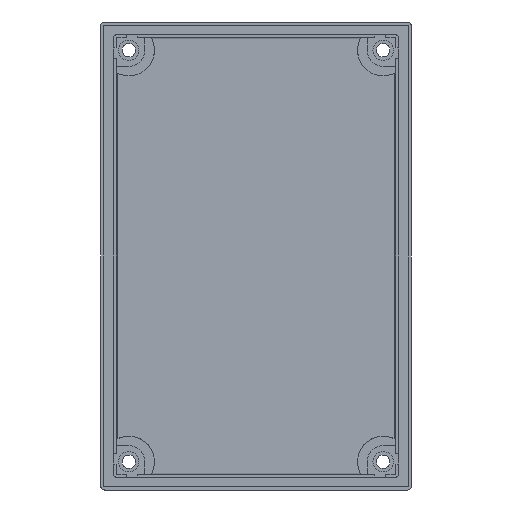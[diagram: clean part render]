
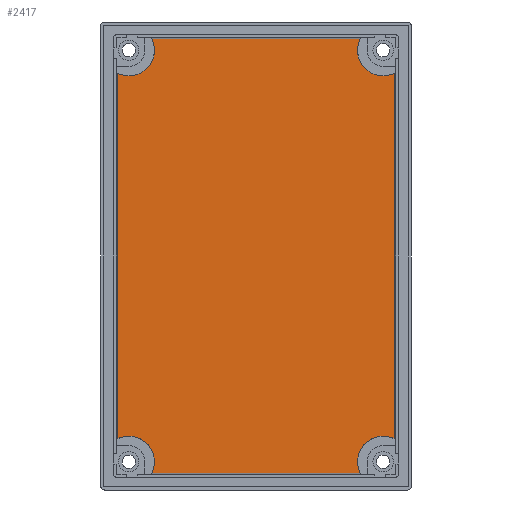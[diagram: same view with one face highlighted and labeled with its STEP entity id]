
A CAD part, front view. The second image highlights one B-rep face of the part: STEP entity #2417.
In plain terms, the highlighted planar face has unit normal (0, -1, 0).
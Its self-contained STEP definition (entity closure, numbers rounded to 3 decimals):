
#93 = FACE_OUTER_BOUND ( 'NONE', #5027, .T. ) ;
#116 = DIRECTION ( 'NONE',  ( 0., 0., 1. ) ) ;
#147 = ORIENTED_EDGE ( 'NONE', *, *, #3697, .T. ) ;
#193 = DIRECTION ( 'NONE',  ( 0., 0., -1. ) ) ;
#194 = VERTEX_POINT ( 'NONE', #599 ) ;
#248 = EDGE_CURVE ( 'NONE', #350, #3952, #383, .T. ) ;
#276 = DIRECTION ( 'NONE',  ( 0., -1., 0. ) ) ;
#329 = ORIENTED_EDGE ( 'NONE', *, *, #542, .T. ) ;
#350 = VERTEX_POINT ( 'NONE', #4741 ) ;
#381 = ORIENTED_EDGE ( 'NONE', *, *, #2614, .T. ) ;
#383 = CIRCLE ( 'NONE', #5071, 16.3 ) ;
#462 = CARTESIAN_POINT ( 'NONE',  ( -81., 36., 131. ) ) ;
#470 = DIRECTION ( 'NONE',  ( 0., 1., 0. ) ) ;
#477 = VECTOR ( 'NONE', #2631, 1000. ) ;
#488 = CARTESIAN_POINT ( 'NONE',  ( -88.393, 36., -116.473 ) ) ;
#542 = EDGE_CURVE ( 'NONE', #972, #3326, #5066, .T. ) ;
#599 = CARTESIAN_POINT ( 'NONE',  ( -88.393, 36., 116.473 ) ) ;
#605 = CARTESIAN_POINT ( 'NONE',  ( -88.393, 36., 138.87 ) ) ;
#642 = AXIS2_PLACEMENT_3D ( 'NONE', #4422, #2036, #2991 ) ;
#710 = CARTESIAN_POINT ( 'NONE',  ( 88.393, 36., -116.473 ) ) ;
#897 = AXIS2_PLACEMENT_3D ( 'NONE', #3314, #470, #116 ) ;
#966 = CARTESIAN_POINT ( 'NONE',  ( 88.87, 36., 138.393 ) ) ;
#972 = VERTEX_POINT ( 'NONE', #1593 ) ;
#1039 = LINE ( 'NONE', #2142, #3956 ) ;
#1041 = DIRECTION ( 'NONE',  ( 0., 0., 1. ) ) ;
#1090 = DIRECTION ( 'NONE',  ( 0., 1., 0. ) ) ;
#1133 = AXIS2_PLACEMENT_3D ( 'NONE', #1442, #276, #3401 ) ;
#1225 = LINE ( 'NONE', #966, #3838 ) ;
#1326 = DIRECTION ( 'NONE',  ( 0., 1., 0. ) ) ;
#1344 = VERTEX_POINT ( 'NONE', #3648 ) ;
#1442 = CARTESIAN_POINT ( 'NONE',  ( 99., 36., 149. ) ) ;
#1497 = ORIENTED_EDGE ( 'NONE', *, *, #248, .T. ) ;
#1503 = ORIENTED_EDGE ( 'NONE', *, *, #2840, .F. ) ;
#1504 = AXIS2_PLACEMENT_3D ( 'NONE', #462, #4841, #2843 ) ;
#1593 = CARTESIAN_POINT ( 'NONE',  ( 88.393, 36., 116.473 ) ) ;
#1736 = DIRECTION ( 'NONE',  ( 0., 1., 0. ) ) ;
#1740 = CARTESIAN_POINT ( 'NONE',  ( 81., 36., -131. ) ) ;
#1761 = ORIENTED_EDGE ( 'NONE', *, *, #5062, .T. ) ;
#1911 = ORIENTED_EDGE ( 'NONE', *, *, #4307, .F. ) ;
#2032 = CIRCLE ( 'NONE', #642, 16.3 ) ;
#2036 = DIRECTION ( 'NONE',  ( 0., 1., 0. ) ) ;
#2128 = ORIENTED_EDGE ( 'NONE', *, *, #3805, .F. ) ;
#2142 = CARTESIAN_POINT ( 'NONE',  ( 88.393, 36., -138.87 ) ) ;
#2417 = ADVANCED_FACE ( 'NONE', ( #93 ), #4665, .T. ) ;
#2449 = CARTESIAN_POINT ( 'NONE',  ( 81., 36., -114.7 ) ) ;
#2479 = VERTEX_POINT ( 'NONE', #5166 ) ;
#2608 = DIRECTION ( 'NONE',  ( 0., 0., -1. ) ) ;
#2614 = EDGE_CURVE ( 'NONE', #2479, #194, #3309, .T. ) ;
#2631 = DIRECTION ( 'NONE',  ( 0., 0., 1. ) ) ;
#2840 = EDGE_CURVE ( 'NONE', #1344, #3952, #3373, .T. ) ;
#2843 = DIRECTION ( 'NONE',  ( 0., 0., -1. ) ) ;
#2871 = ORIENTED_EDGE ( 'NONE', *, *, #3770, .F. ) ;
#2888 = CARTESIAN_POINT ( 'NONE',  ( 66.473, 36., 138.393 ) ) ;
#2890 = VERTEX_POINT ( 'NONE', #710 ) ;
#2991 = DIRECTION ( 'NONE',  ( 0., 0., -1. ) ) ;
#3244 = VECTOR ( 'NONE', #3413, 1000. ) ;
#3309 = CIRCLE ( 'NONE', #1504, 16.3 ) ;
#3314 = CARTESIAN_POINT ( 'NONE',  ( 81., 36., 131. ) ) ;
#3319 = AXIS2_PLACEMENT_3D ( 'NONE', #1740, #1326, #193 ) ;
#3324 = CARTESIAN_POINT ( 'NONE',  ( -81., 36., -131. ) ) ;
#3326 = VERTEX_POINT ( 'NONE', #2888 ) ;
#3373 = LINE ( 'NONE', #4973, #3244 ) ;
#3396 = CIRCLE ( 'NONE', #3499, 16.3 ) ;
#3401 = DIRECTION ( 'NONE',  ( 0., 0., -1. ) ) ;
#3413 = DIRECTION ( 'NONE',  ( -1., 0., 0. ) ) ;
#3483 = CARTESIAN_POINT ( 'NONE',  ( -66.473, 36., -138.393 ) ) ;
#3499 = AXIS2_PLACEMENT_3D ( 'NONE', #3324, #1736, #4936 ) ;
#3648 = CARTESIAN_POINT ( 'NONE',  ( 66.473, 36., -138.393 ) ) ;
#3668 = VERTEX_POINT ( 'NONE', #488 ) ;
#3697 = EDGE_CURVE ( 'NONE', #4210, #2890, #3897, .T. ) ;
#3713 = LINE ( 'NONE', #605, #477 ) ;
#3770 = EDGE_CURVE ( 'NONE', #2479, #3326, #1225, .T. ) ;
#3805 = EDGE_CURVE ( 'NONE', #3668, #194, #3713, .T. ) ;
#3838 = VECTOR ( 'NONE', #4135, 1000. ) ;
#3844 = CARTESIAN_POINT ( 'NONE',  ( -81., 36., -131. ) ) ;
#3897 = CIRCLE ( 'NONE', #3319, 16.3 ) ;
#3952 = VERTEX_POINT ( 'NONE', #3483 ) ;
#3956 = VECTOR ( 'NONE', #2608, 1000. ) ;
#4135 = DIRECTION ( 'NONE',  ( 1., 0., 0. ) ) ;
#4210 = VERTEX_POINT ( 'NONE', #2449 ) ;
#4307 = EDGE_CURVE ( 'NONE', #972, #2890, #1039, .T. ) ;
#4422 = CARTESIAN_POINT ( 'NONE',  ( 81., 36., -131. ) ) ;
#4477 = EDGE_CURVE ( 'NONE', #3668, #350, #3396, .T. ) ;
#4665 = PLANE ( 'NONE',  #1133 ) ;
#4741 = CARTESIAN_POINT ( 'NONE',  ( -81., 36., -114.7 ) ) ;
#4841 = DIRECTION ( 'NONE',  ( 0., 1., 0. ) ) ;
#4936 = DIRECTION ( 'NONE',  ( 0., 0., 1. ) ) ;
#4951 = ORIENTED_EDGE ( 'NONE', *, *, #4477, .T. ) ;
#4973 = CARTESIAN_POINT ( 'NONE',  ( -88.87, 36., -138.393 ) ) ;
#5027 = EDGE_LOOP ( 'NONE', ( #1761, #147, #1911, #329, #2871, #381, #2128, #4951, #1497, #1503 ) ) ;
#5062 = EDGE_CURVE ( 'NONE', #1344, #4210, #2032, .T. ) ;
#5066 = CIRCLE ( 'NONE', #897, 16.3 ) ;
#5071 = AXIS2_PLACEMENT_3D ( 'NONE', #3844, #1090, #1041 ) ;
#5166 = CARTESIAN_POINT ( 'NONE',  ( -66.473, 36., 138.393 ) ) ;
